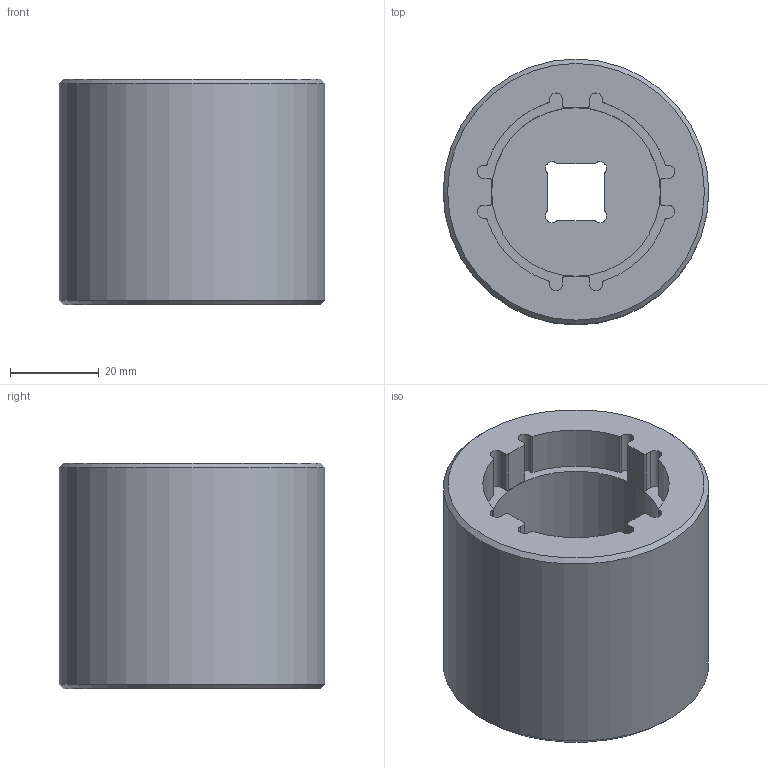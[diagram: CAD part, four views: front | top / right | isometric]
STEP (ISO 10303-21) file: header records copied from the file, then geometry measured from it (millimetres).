
FILE_DESCRIPTION(('FreeCAD Model'),'2;1');
FILE_NAME('Open CASCADE Shape Model','2023-07-19T08:24:36',(''),(''), 'Open CASCADE STEP processor 7.6','FreeCAD','Unknown');
FILE_SCHEMA(('AUTOMOTIVE_DESIGN { 1 0 10303 214 1 1 1 1 }'));
Length unit declared in the file: millimetre
Products named in the file (1): Finition pour mise en plan
Bounding box: 60 x 60 x 51 mm (x, y, z)
Volume: 97980.9 mm3; surface area: 20238 mm2
Topology: 1 solids, 1 shells, 67 faces, 195 edges, 131 vertices
Faces by surface type: cylinder 34, plane 23, bspline 8, cone 2
Full cylindrical faces by diameter (mm): 38.1 x1, 60 x1
Entity records: 5485 total; most frequent: CARTESIAN_POINT 1673, DIRECTION 700, ORIENTED_EDGE 390, PCURVE 390, DEFINITIONAL_REPRESENTATION 390, LINE 346, VECTOR 346, EDGE_CURVE 195
